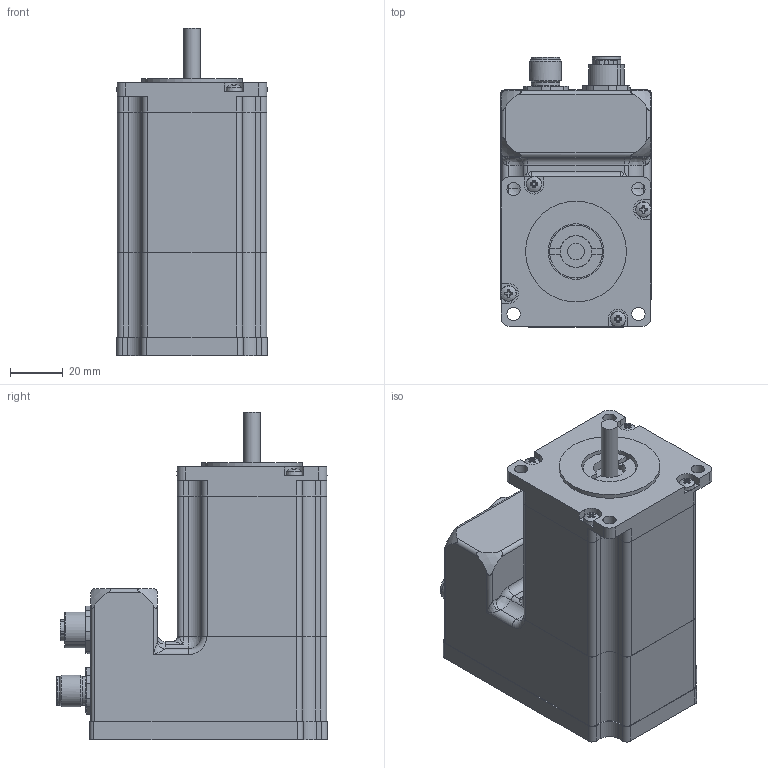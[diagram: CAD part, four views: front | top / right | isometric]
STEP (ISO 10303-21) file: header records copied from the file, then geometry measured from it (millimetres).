
FILE_DESCRIPTION(/* description */ (''),/* implementation_level */ '2;1');
FILE_NAME(/* name */ 'PD4-E591L42-E-65-3.stp',/* time_stamp */ '2017-04-25T13:07:20+02:00',/* author */ ('schneid_cad'),/* organization */ (''),/* preprocessor_version */ 'ST-DEVELOPER v16.5',/* originating_system */ 'Autodesk Inventor 2017',/* authorisation */ '');
FILE_SCHEMA (('AUTOMOTIVE_DESIGN { 1 0 10303 214 3 1 1 }'));
Length unit declared in the file: millimetre
Products named in the file (1): PD4-E591L42-E-65-3
Bounding box: 57 x 102.3 x 123.6 mm (x, y, z)
Volume: 249624.7 mm3; surface area: 84628.5 mm2
Topology: 16 solids, 16 shells, 1300 faces, 3364 edges, 2187 vertices
Faces by surface type: plane 609, cylinder 419, cone 158, torus 60, bspline 28, sphere 26
Full cylindrical faces by diameter (mm): 0.217 x3, 0.434 x1, 0.63 x12, 1 x5, 1.1 x17, 1.2 x12, 1.3 x9, 1.7 x4, 2 x2, 2.013 x2, 2.459 x2, 2.5 x6, 2.693 x4, 2.75 x4, 3 x8, 3.2 x4, 3.4 x4, 5 x6, 5.5 x4, 6.35 x1, 10.5 x1, 10.7 x2, 10.75 x1, 10.9 x2, 12 x2, 12.2 x1, 12.9 x1, 15.1 x1, 15.3 x3, 16 x1
Entity records: 40343 total; most frequent: CARTESIAN_POINT 8529, DIRECTION 6624, ORIENTED_EDGE 6074, EDGE_CURVE 3037, AXIS2_PLACEMENT_3D 2510, VERTEX_POINT 2113, EDGE_LOOP 1684, LINE 1604
